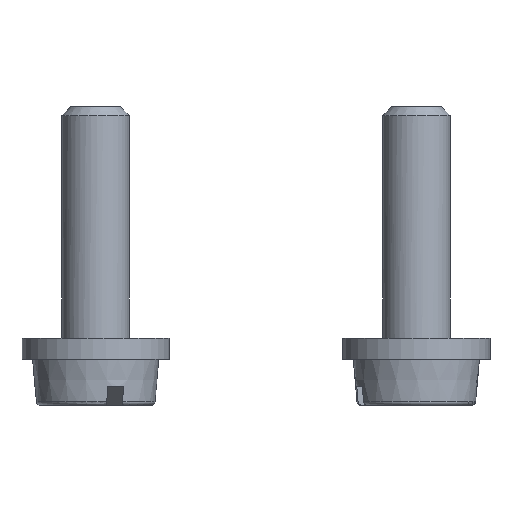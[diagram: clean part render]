
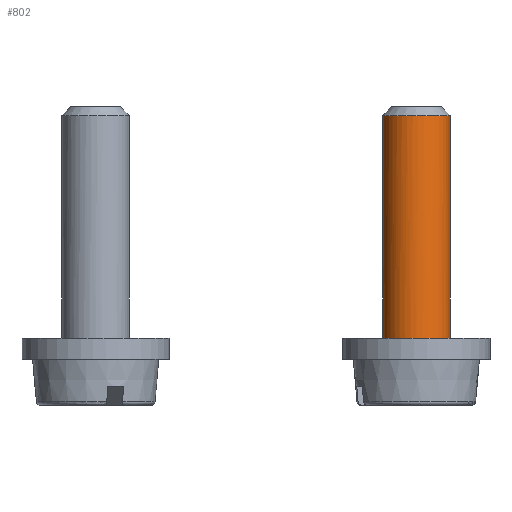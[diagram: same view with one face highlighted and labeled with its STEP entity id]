
A CAD part, front view. The second image highlights one B-rep face of the part: STEP entity #802.
In plain terms, the highlighted cylindrical face has radius 0.8 mm (diameter 1.6 mm), a full revolution.
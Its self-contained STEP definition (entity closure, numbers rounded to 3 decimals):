
#125=CYLINDRICAL_SURFACE('',#880,0.8);
#138=FACE_BOUND('',#252,.T.);
#186=FACE_OUTER_BOUND('',#251,.T.);
#251=EDGE_LOOP('',(#594));
#252=EDGE_LOOP('',(#595));
#350=CIRCLE('',#881,0.8);
#351=CIRCLE('',#882,0.8);
#410=VERTEX_POINT('',#1281);
#411=VERTEX_POINT('',#1283);
#490=EDGE_CURVE('',#410,#410,#350,.T.);
#491=EDGE_CURVE('',#411,#411,#351,.T.);
#594=ORIENTED_EDGE('',*,*,#490,.F.);
#595=ORIENTED_EDGE('',*,*,#491,.F.);
#802=ADVANCED_FACE('',(#186,#138),#125,.T.);
#880=AXIS2_PLACEMENT_3D('',#1280,#1008,#1009);
#881=AXIS2_PLACEMENT_3D('',#1282,#1010,#1011);
#882=AXIS2_PLACEMENT_3D('',#1284,#1012,#1013);
#1008=DIRECTION('center_axis',(0.,0.,1.));
#1009=DIRECTION('ref_axis',(0.327,-0.945,0.));
#1010=DIRECTION('center_axis',(0.,0.,-1.));
#1011=DIRECTION('ref_axis',(1.,0.,0.));
#1012=DIRECTION('center_axis',(0.,0.,1.));
#1013=DIRECTION('ref_axis',(-0.327,0.945,0.));
#1280=CARTESIAN_POINT('Origin',(3.81,-3.81,-1.654));
#1281=CARTESIAN_POINT('',(4.61,-3.81,-2.1));
#1282=CARTESIAN_POINT('Origin',(3.81,-3.81,-2.1));
#1283=CARTESIAN_POINT('',(3.548,-3.054,3.685));
#1284=CARTESIAN_POINT('Origin',(3.81,-3.81,3.685));
